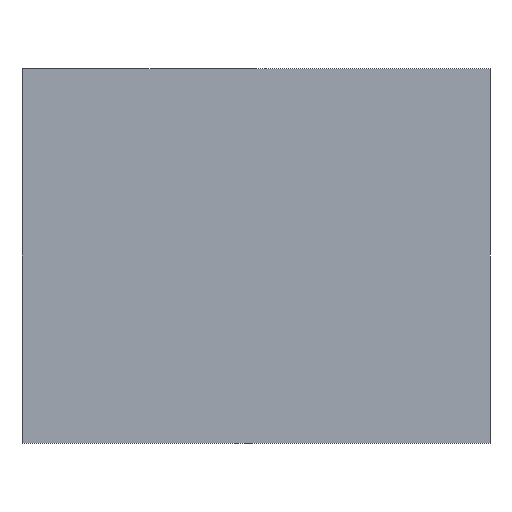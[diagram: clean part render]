
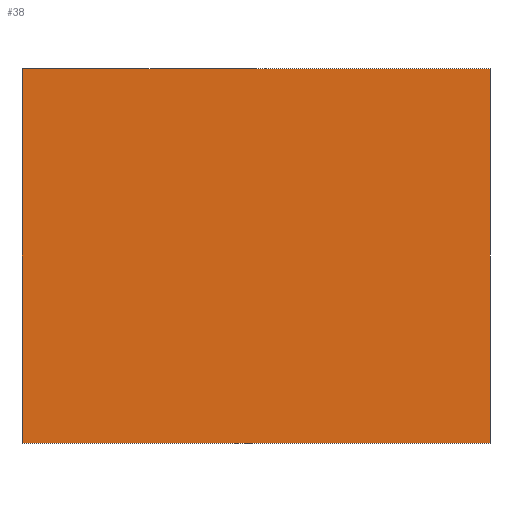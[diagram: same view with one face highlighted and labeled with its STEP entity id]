
A CAD part, front view. The second image highlights one B-rep face of the part: STEP entity #38.
In plain terms, the highlighted planar face has unit normal (0, -1, 0).
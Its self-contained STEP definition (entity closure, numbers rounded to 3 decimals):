
#13 = DIRECTION ( 'NONE',  ( 0., 0., 1. ) ) ;
#15 = CARTESIAN_POINT ( 'NONE',  ( -6.25, 0., 5. ) ) ;
#16 = AXIS2_PLACEMENT_3D ( 'NONE', #47, #141, #13 ) ;
#38 = ADVANCED_FACE ( 'NONE', ( #228 ), #117, .F. ) ;
#46 = CARTESIAN_POINT ( 'NONE',  ( -6.25, 0., -5. ) ) ;
#47 = CARTESIAN_POINT ( 'NONE',  ( 0., 0., 0. ) ) ;
#48 = CARTESIAN_POINT ( 'NONE',  ( 6.25, 0., -5. ) ) ;
#56 = DIRECTION ( 'NONE',  ( 1., 0., 0. ) ) ;
#61 = LINE ( 'NONE', #15, #160 ) ;
#62 = DIRECTION ( 'NONE',  ( 0., 0., -1. ) ) ;
#68 = VERTEX_POINT ( 'NONE', #101 ) ;
#76 = CARTESIAN_POINT ( 'NONE',  ( 6.25, 0., -5. ) ) ;
#87 = EDGE_CURVE ( 'NONE', #68, #136, #125, .T. ) ;
#101 = CARTESIAN_POINT ( 'NONE',  ( 6.25, 0., 5. ) ) ;
#105 = VECTOR ( 'NONE', #194, 1000. ) ;
#107 = CARTESIAN_POINT ( 'NONE',  ( -6.25, 0., 5. ) ) ;
#117 = PLANE ( 'NONE',  #16 ) ;
#118 = CARTESIAN_POINT ( 'NONE',  ( -6.25, 0., -5. ) ) ;
#122 = VERTEX_POINT ( 'NONE', #46 ) ;
#124 = EDGE_CURVE ( 'NONE', #136, #122, #208, .T. ) ;
#125 = LINE ( 'NONE', #76, #216 ) ;
#126 = ORIENTED_EDGE ( 'NONE', *, *, #198, .F. ) ;
#136 = VERTEX_POINT ( 'NONE', #48 ) ;
#141 = DIRECTION ( 'NONE',  ( 0., 1., 0. ) ) ;
#144 = ORIENTED_EDGE ( 'NONE', *, *, #87, .F. ) ;
#160 = VECTOR ( 'NONE', #56, 1000. ) ;
#169 = ORIENTED_EDGE ( 'NONE', *, *, #124, .F. ) ;
#173 = EDGE_CURVE ( 'NONE', #122, #224, #215, .T. ) ;
#179 = ORIENTED_EDGE ( 'NONE', *, *, #173, .F. ) ;
#194 = DIRECTION ( 'NONE',  ( 0., 0., 1. ) ) ;
#198 = EDGE_CURVE ( 'NONE', #224, #68, #61, .T. ) ;
#201 = VECTOR ( 'NONE', #209, 1000. ) ;
#208 = LINE ( 'NONE', #118, #201 ) ;
#209 = DIRECTION ( 'NONE',  ( -1., 0., 0. ) ) ;
#212 = EDGE_LOOP ( 'NONE', ( #179, #169, #144, #126 ) ) ;
#215 = LINE ( 'NONE', #232, #105 ) ;
#216 = VECTOR ( 'NONE', #62, 1000. ) ;
#224 = VERTEX_POINT ( 'NONE', #107 ) ;
#228 = FACE_OUTER_BOUND ( 'NONE', #212, .T. ) ;
#232 = CARTESIAN_POINT ( 'NONE',  ( -6.25, 0., -5. ) ) ;
